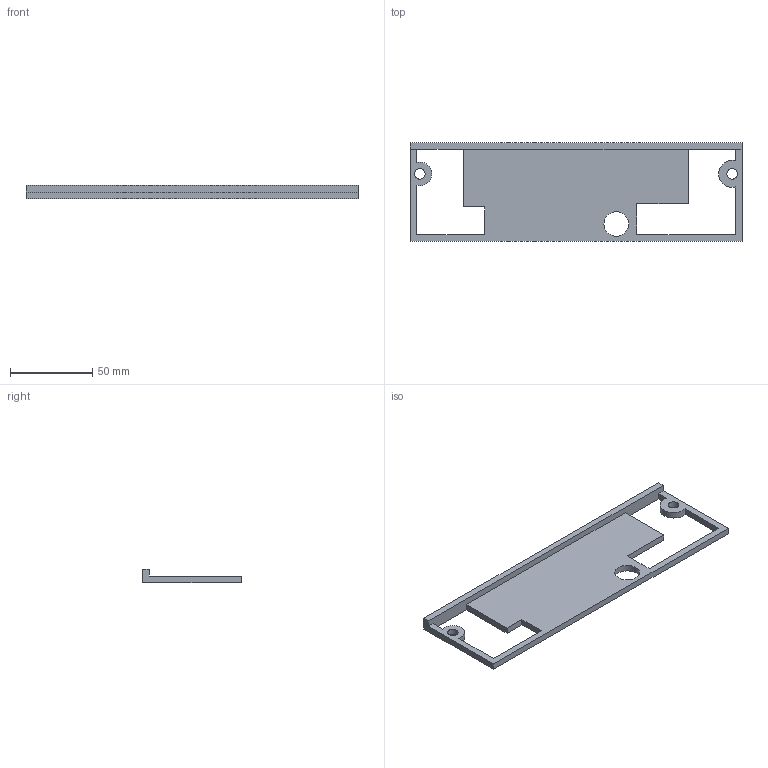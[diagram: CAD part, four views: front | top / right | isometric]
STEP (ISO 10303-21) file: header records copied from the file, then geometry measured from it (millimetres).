
FILE_DESCRIPTION(('HOOPS Exchange Step'),'2;1');
FILE_NAME('temp_export','2024-06-20T06:25:21+02:00',('Hacked'),('Shapr3D Limited'),'HOOPS Exchange 2024.2','Shapr3D','Authorized');
FILE_SCHEMA( ('AUTOMOTIVE_DESIGN { 1 0 10303 214 1 1 1 1 }') );
Length unit declared in the file: millimetre
Products named in the file (27): temp_import.step; temp_import; root
Assembly tree (26 placements, depth 5):
  root
    temp_import.step
      temp_import.step
        temp_import.step
          temp_import.step
      temp_import.step
        temp_import.step
          temp_import.step
    temp_import.step
      temp_import.step
    temp_import.step
      temp_import.step
        temp_import.step
          temp_import.step
    temp_import.step
      temp_import.step
        temp_import.step
          temp_import.step
    temp_import.step
      temp_import.step
        temp_import.step
          temp_import.step
    temp_import.step
      temp_import.step
        temp_import.step
          temp_import.step
    temp_import
Bounding box: 202 x 60 x 8 mm (x, y, z)
Volume: 34537.2 mm3; surface area: 25145.8 mm2
Topology: 1 solids, 1 shells, 412 faces, 1134 edges, 758 vertices
Faces by surface type: plane 238, bspline 166, cylinder 8
Full cylindrical faces by diameter (mm): 6.4 x2, 15 x1
Entity records: 18787 total; most frequent: CARTESIAN_POINT 8882, ORIENTED_EDGE 2268, DIRECTION 1370, EDGE_CURVE 1134, VECTOR 780, LINE 780, VERTEX_POINT 758, EDGE_LOOP 456
